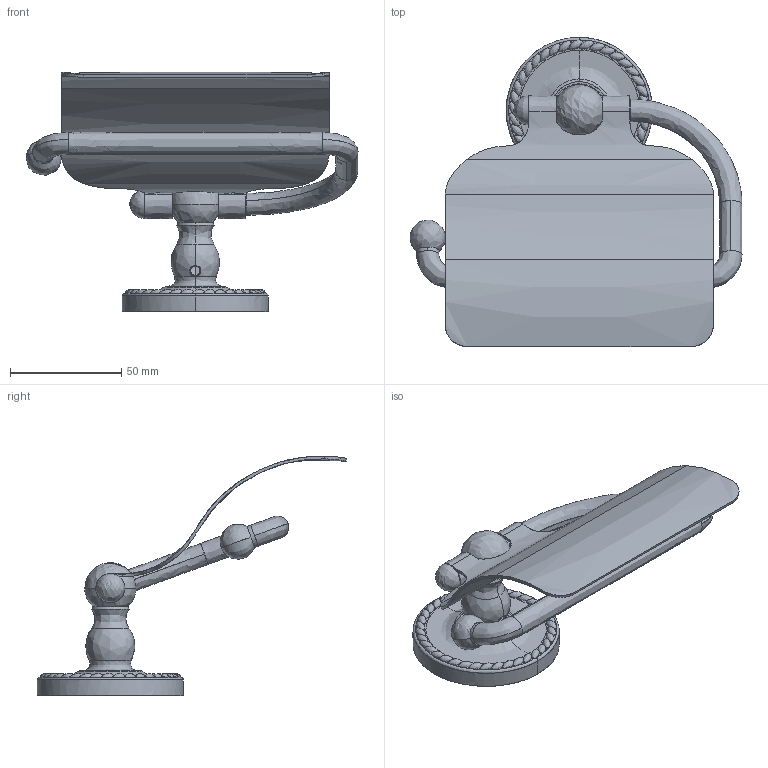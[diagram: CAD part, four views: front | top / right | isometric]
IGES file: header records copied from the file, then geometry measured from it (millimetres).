
Start section:  PTC IGES file: 1527.igs
Global section: file name: 1527.igs; native system: Pro/ENGINEER by Parametric Technology Corporation; preprocessor: 2009300; author: project; organization: Unknown; date: 20110111.140223; units: inch
Bounding box: 149.3 x 139.23 x 107.88 mm (x, y, z)
Surface area: 54486.6 mm2 (no closed solid volume)
Topology: 0 solids, 0 shells, 206 faces, 1054 edges, 970 vertices
Faces by surface type: bspline 206
